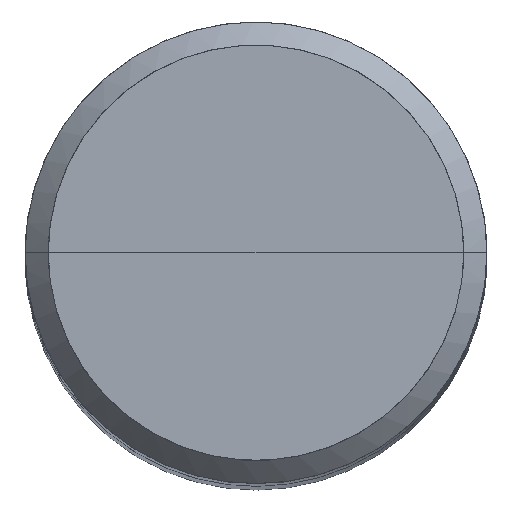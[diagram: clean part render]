
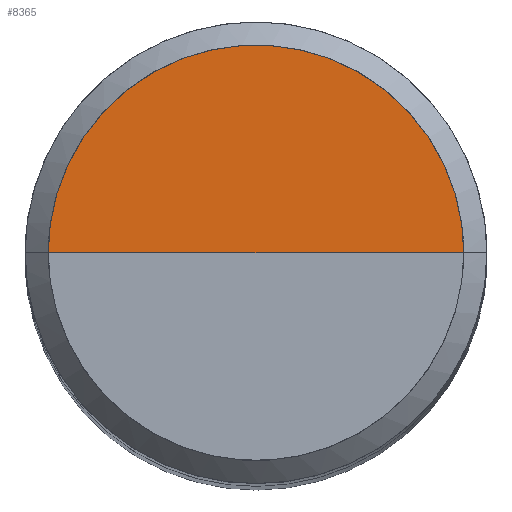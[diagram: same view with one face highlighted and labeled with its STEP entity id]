
A CAD part, top view. The second image highlights one B-rep face of the part: STEP entity #8365.
In plain terms, the highlighted free-form (B-spline) face has degree [1, 2] with [2, 5] control points.
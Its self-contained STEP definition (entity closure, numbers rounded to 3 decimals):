
#8100=CARTESIAN_POINT('',(9.0,0.0,60.0));
#8101=CARTESIAN_POINT('',(9.0,9.0,60.0));
#8102=CARTESIAN_POINT('',(0.0,9.0,60.0));
#8103=CARTESIAN_POINT('',(-9.0,9.0,60.0));
#8104=CARTESIAN_POINT('',(-9.0,0.0,60.0));
#8105=CARTESIAN_POINT('',(0.0,0.0,60.0));
#8350=(
BOUNDED_SURFACE()
B_SPLINE_SURFACE(1,2,(
(#8100,#8101,#8102,#8103,#8104),
(#8105,#8105,#8105,#8105,#8105)
), .UNSPECIFIED.,.F.,.F.,.F.)
B_SPLINE_SURFACE_WITH_KNOTS((2,2),(3,2,3),(
0.0,1.0),(
0.0,0.5,1.0), .UNSPECIFIED.)
GEOMETRIC_REPRESENTATION_ITEM()
RATIONAL_B_SPLINE_SURFACE(((1.0,0.707,1.0,0.707,1.0),
(1.0,0.707,1.0,0.707,1.0)
))
REPRESENTATION_ITEM('')
SURFACE()
);
#8351=(
BOUNDED_CURVE()
B_SPLINE_CURVE(2,(#8104,#8103,#8102,#8101,#8100),.UNSPECIFIED.,.F.,.F.)
B_SPLINE_CURVE_WITH_KNOTS((3,2,3),
(0.0,0.5,1.0),.UNSPECIFIED.)
CURVE()
GEOMETRIC_REPRESENTATION_ITEM()
RATIONAL_B_SPLINE_CURVE((1.0,0.707,1.0,0.707,1.0))
REPRESENTATION_ITEM('')
);
#8352=(
BOUNDED_CURVE()
B_SPLINE_CURVE(1,(#8100,#8105),.UNSPECIFIED.,.F.,.F.)
B_SPLINE_CURVE_WITH_KNOTS((2,2),
(0.0,1.0),.UNSPECIFIED.)
CURVE()
GEOMETRIC_REPRESENTATION_ITEM()
RATIONAL_B_SPLINE_CURVE((1.0,1.0))
REPRESENTATION_ITEM('')
);
#8353=(
BOUNDED_CURVE()
B_SPLINE_CURVE(1,(#8105,#8104),.UNSPECIFIED.,.F.,.F.)
B_SPLINE_CURVE_WITH_KNOTS((2,2),
(0.0,1.0),.UNSPECIFIED.)
CURVE()
GEOMETRIC_REPRESENTATION_ITEM()
RATIONAL_B_SPLINE_CURVE((1.0,1.0))
REPRESENTATION_ITEM('')
);
#8354=VERTEX_POINT('',#8100);
#8355=VERTEX_POINT('',#8104);
#8356=VERTEX_POINT('',#8105);
#8357=EDGE_CURVE('',#8355,#8354,#8351,.T.);
#8358=EDGE_CURVE('',#8354,#8356,#8352,.T.);
#8359=EDGE_CURVE('',#8356,#8355,#8353,.T.);
#8360=ORIENTED_EDGE('',*,*,#8357,.T.);
#8361=ORIENTED_EDGE('',*,*,#8358,.T.);
#8362=ORIENTED_EDGE('',*,*,#8359,.T.);
#8363=EDGE_LOOP('',(#8360,#8361,#8362));
#8364=FACE_OUTER_BOUND('',#8363,.T.);
#8365=ADVANCED_FACE('',(#8364),#8350,.T.);
